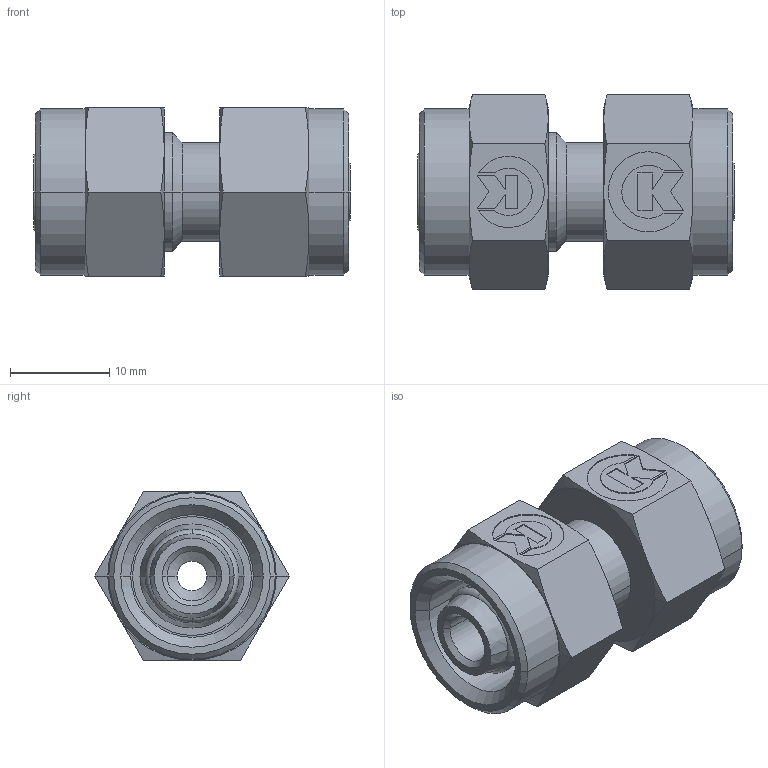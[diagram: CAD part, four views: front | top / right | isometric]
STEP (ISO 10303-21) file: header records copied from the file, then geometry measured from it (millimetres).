
FILE_DESCRIPTION( ( '' ), '1' );
FILE_NAME( '31670608.stp', '2012-08-13T10:56:37', ( '' ), ( '' ), ' ', ' ', ' ' );
FILE_SCHEMA( ( 'CONFIG_CONTROL_DESIGN' ) );
Length unit declared in the file: millimetre
Products named in the file (3): 1; 2; 3
Bounding box: 32 x 19.63 x 17 mm (x, y, z)
Volume: 5617.5 mm3; surface area: 4604 mm2
Topology: 3 solids, 5 shells, 200 faces, 472 edges, 296 vertices
Faces by surface type: plane 88, cone 64, cylinder 36, torus 12
Entity records: 5828 total; most frequent: CARTESIAN_POINT 1067, DIRECTION 1010, ORIENTED_EDGE 944, EDGE_CURVE 472, AXIS2_PLACEMENT_3D 383, VERTEX_POINT 296, LINE 244, VECTOR 244
